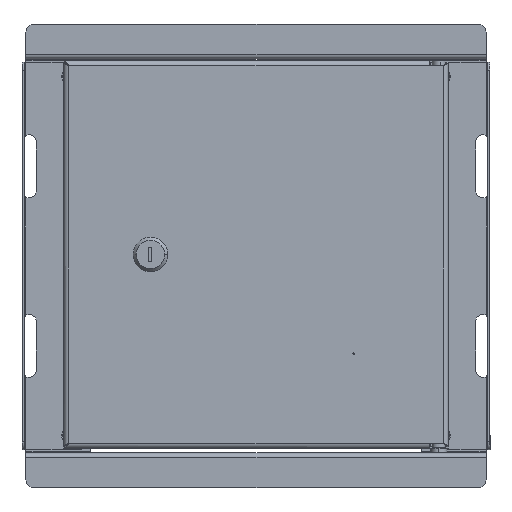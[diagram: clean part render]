
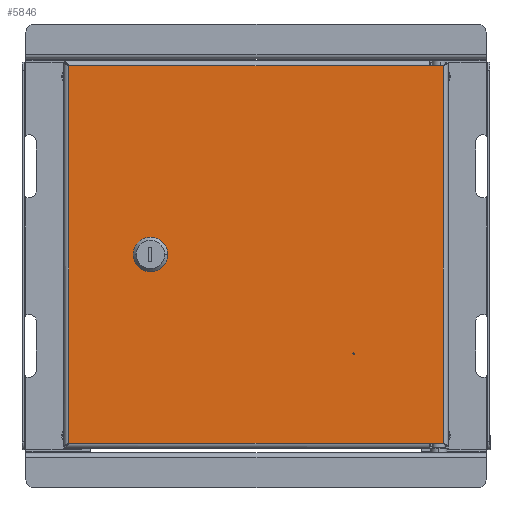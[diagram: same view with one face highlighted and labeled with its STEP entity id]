
A CAD part, top view. The second image highlights one B-rep face of the part: STEP entity #5846.
In plain terms, the highlighted planar face has unit normal (0, 0, 1).
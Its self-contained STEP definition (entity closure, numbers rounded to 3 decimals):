
#50 = ORIENTED_EDGE ( 'NONE', *, *, #4212, .F. ) ;
#99 = CARTESIAN_POINT ( 'NONE',  ( 61.5, -63., 0. ) ) ;
#213 = CIRCLE ( 'NONE', #2050, 9.5 ) ;
#226 = CARTESIAN_POINT ( 'NONE',  ( -75.25, -4.71, 0. ) ) ;
#419 = DIRECTION ( 'NONE',  ( 0., 0., 1. ) ) ;
#586 = CARTESIAN_POINT ( 'NONE',  ( 110., 119.9, 0. ) ) ;
#1028 = VERTEX_POINT ( 'NONE', #8489 ) ;
#1165 = EDGE_LOOP ( 'NONE', ( #6649, #10779, #12039, #11619 ) ) ;
#1286 = CARTESIAN_POINT ( 'NONE',  ( -118.9, 121.788, 0. ) ) ;
#1327 = ORIENTED_EDGE ( 'NONE', *, *, #4058, .T. ) ;
#1385 = VECTOR ( 'NONE', #15728, 1000. ) ;
#1398 = EDGE_CURVE ( 'NONE', #4329, #6342, #4163, .T. ) ;
#1430 = CARTESIAN_POINT ( 'NONE',  ( -58.75, -4.71, 0. ) ) ;
#1919 = CARTESIAN_POINT ( 'NONE',  ( 0., 0., 0. ) ) ;
#2050 = AXIS2_PLACEMENT_3D ( 'NONE', #9244, #419, #4342 ) ;
#2343 = EDGE_CURVE ( 'NONE', #6342, #1028, #11565, .T. ) ;
#2407 = CARTESIAN_POINT ( 'NONE',  ( 120.788, 119.9, 0. ) ) ;
#2921 = ORIENTED_EDGE ( 'NONE', *, *, #11151, .T. ) ;
#2992 = EDGE_CURVE ( 'NONE', #4622, #13839, #9943, .T. ) ;
#3233 = DIRECTION ( 'NONE',  ( 0., 1., 0. ) ) ;
#3305 = LINE ( 'NONE', #9447, #4389 ) ;
#3692 = LINE ( 'NONE', #6303, #11363 ) ;
#3774 = CARTESIAN_POINT ( 'NONE',  ( -120.788, -119.9, 0. ) ) ;
#3917 = DIRECTION ( 'NONE',  ( -1., 0., 0. ) ) ;
#3936 = DIRECTION ( 'NONE',  ( 0., 0., 1. ) ) ;
#3947 = ORIENTED_EDGE ( 'NONE', *, *, #5161, .T. ) ;
#4058 = EDGE_CURVE ( 'NONE', #15923, #11815, #5088, .T. ) ;
#4129 = CARTESIAN_POINT ( 'NONE',  ( 118.9, 119.9, 0. ) ) ;
#4163 = CIRCLE ( 'NONE', #11201, 9.5 ) ;
#4199 = VERTEX_POINT ( 'NONE', #15092 ) ;
#4212 = EDGE_CURVE ( 'NONE', #13839, #4622, #10971, .T. ) ;
#4329 = VERTEX_POINT ( 'NONE', #13550 ) ;
#4342 = DIRECTION ( 'NONE',  ( 1., 0., 0. ) ) ;
#4361 = CARTESIAN_POINT ( 'NONE',  ( -118.9, 119.9, 0. ) ) ;
#4389 = VECTOR ( 'NONE', #3233, 1000. ) ;
#4616 = DIRECTION ( 'NONE',  ( 1., 0., 0. ) ) ;
#4622 = VERTEX_POINT ( 'NONE', #14102 ) ;
#4628 = CARTESIAN_POINT ( 'NONE',  ( 110., -119.9, 0. ) ) ;
#4771 = EDGE_LOOP ( 'NONE', ( #2921, #14444, #15862, #15653, #1327, #3947 ) ) ;
#4812 = DIRECTION ( 'NONE',  ( 0., -1., 0. ) ) ;
#4829 = LINE ( 'NONE', #8428, #1385 ) ;
#5088 = LINE ( 'NONE', #2407, #12515 ) ;
#5161 = EDGE_CURVE ( 'NONE', #11815, #13535, #3692, .T. ) ;
#5846 = ADVANCED_FACE ( 'NONE', ( #8147, #9514, #14459 ), #13093, .T. ) ;
#6303 = CARTESIAN_POINT ( 'NONE',  ( 120.788, 119.9, 0. ) ) ;
#6342 = VERTEX_POINT ( 'NONE', #11776 ) ;
#6470 = DIRECTION ( 'NONE',  ( 1., 0., 0. ) ) ;
#6504 = VECTOR ( 'NONE', #7983, 1000. ) ;
#6649 = ORIENTED_EDGE ( 'NONE', *, *, #1398, .F. ) ;
#6768 = CARTESIAN_POINT ( 'NONE',  ( -67., 0., 0. ) ) ;
#6854 = EDGE_CURVE ( 'NONE', #9982, #9997, #4829, .T. ) ;
#7983 = DIRECTION ( 'NONE',  ( 0., 1., 0. ) ) ;
#8147 = FACE_BOUND ( 'NONE', #12771, .T. ) ;
#8428 = CARTESIAN_POINT ( 'NONE',  ( -120.788, -119.9, 0. ) ) ;
#8489 = CARTESIAN_POINT ( 'NONE',  ( -75.25, -4.71, 0. ) ) ;
#8872 = VECTOR ( 'NONE', #4812, 1000. ) ;
#8958 = LINE ( 'NONE', #13903, #6504 ) ;
#9244 = CARTESIAN_POINT ( 'NONE',  ( -67., 0., 0. ) ) ;
#9312 = EDGE_CURVE ( 'NONE', #9997, #4199, #14930, .T. ) ;
#9447 = CARTESIAN_POINT ( 'NONE',  ( -58.75, -4.71, 0. ) ) ;
#9514 = FACE_BOUND ( 'NONE', #1165, .T. ) ;
#9755 = DIRECTION ( 'NONE',  ( -1., 0., 0. ) ) ;
#9815 = EDGE_CURVE ( 'NONE', #4199, #15923, #8958, .T. ) ;
#9834 = DIRECTION ( 'NONE',  ( 0., 0., 1. ) ) ;
#9943 = CIRCLE ( 'NONE', #15385, 0.5 ) ;
#9982 = VERTEX_POINT ( 'NONE', #13108 ) ;
#9997 = VERTEX_POINT ( 'NONE', #4628 ) ;
#10469 = CARTESIAN_POINT ( 'NONE',  ( 62., -63., 0. ) ) ;
#10582 = DIRECTION ( 'NONE',  ( 1., 0., 0. ) ) ;
#10779 = ORIENTED_EDGE ( 'NONE', *, *, #14791, .F. ) ;
#10971 = CIRCLE ( 'NONE', #11744, 0.5 ) ;
#11151 = EDGE_CURVE ( 'NONE', #13535, #9982, #12373, .T. ) ;
#11201 = AXIS2_PLACEMENT_3D ( 'NONE', #6768, #13112, #10582 ) ;
#11345 = DIRECTION ( 'NONE',  ( 0., 0., 1. ) ) ;
#11363 = VECTOR ( 'NONE', #3917, 1000. ) ;
#11565 = LINE ( 'NONE', #226, #12008 ) ;
#11619 = ORIENTED_EDGE ( 'NONE', *, *, #2343, .F. ) ;
#11744 = AXIS2_PLACEMENT_3D ( 'NONE', #10469, #3936, #6470 ) ;
#11776 = CARTESIAN_POINT ( 'NONE',  ( -75.25, 4.71, 0. ) ) ;
#11815 = VERTEX_POINT ( 'NONE', #586 ) ;
#11955 = ORIENTED_EDGE ( 'NONE', *, *, #2992, .F. ) ;
#12008 = VECTOR ( 'NONE', #15212, 1000. ) ;
#12039 = ORIENTED_EDGE ( 'NONE', *, *, #13934, .F. ) ;
#12373 = LINE ( 'NONE', #1286, #8872 ) ;
#12515 = VECTOR ( 'NONE', #9755, 1000. ) ;
#12771 = EDGE_LOOP ( 'NONE', ( #50, #11955 ) ) ;
#12991 = VECTOR ( 'NONE', #14691, 1000. ) ;
#13093 = PLANE ( 'NONE',  #14515 ) ;
#13108 = CARTESIAN_POINT ( 'NONE',  ( -118.9, -119.9, 0. ) ) ;
#13112 = DIRECTION ( 'NONE',  ( 0., 0., 1. ) ) ;
#13535 = VERTEX_POINT ( 'NONE', #4361 ) ;
#13550 = CARTESIAN_POINT ( 'NONE',  ( -58.75, 4.71, 0. ) ) ;
#13839 = VERTEX_POINT ( 'NONE', #99 ) ;
#13903 = CARTESIAN_POINT ( 'NONE',  ( 118.9, -121.788, 0. ) ) ;
#13934 = EDGE_CURVE ( 'NONE', #1028, #14443, #213, .T. ) ;
#14102 = CARTESIAN_POINT ( 'NONE',  ( 62.5, -63., 0. ) ) ;
#14444 = ORIENTED_EDGE ( 'NONE', *, *, #6854, .T. ) ;
#14443 = VERTEX_POINT ( 'NONE', #1430 ) ;
#14459 = FACE_OUTER_BOUND ( 'NONE', #4771, .T. ) ;
#14515 = AXIS2_PLACEMENT_3D ( 'NONE', #1919, #9834, #4616 ) ;
#14691 = DIRECTION ( 'NONE',  ( 1., 0., 0. ) ) ;
#14791 = EDGE_CURVE ( 'NONE', #14443, #4329, #3305, .T. ) ;
#14930 = LINE ( 'NONE', #3774, #12991 ) ;
#15002 = DIRECTION ( 'NONE',  ( 1., 0., 0. ) ) ;
#15089 = CARTESIAN_POINT ( 'NONE',  ( 62., -63., 0. ) ) ;
#15092 = CARTESIAN_POINT ( 'NONE',  ( 118.9, -119.9, 0. ) ) ;
#15212 = DIRECTION ( 'NONE',  ( 0., -1., 0. ) ) ;
#15385 = AXIS2_PLACEMENT_3D ( 'NONE', #15089, #11345, #15002 ) ;
#15653 = ORIENTED_EDGE ( 'NONE', *, *, #9815, .T. ) ;
#15728 = DIRECTION ( 'NONE',  ( 1., 0., 0. ) ) ;
#15862 = ORIENTED_EDGE ( 'NONE', *, *, #9312, .T. ) ;
#15923 = VERTEX_POINT ( 'NONE', #4129 ) ;
